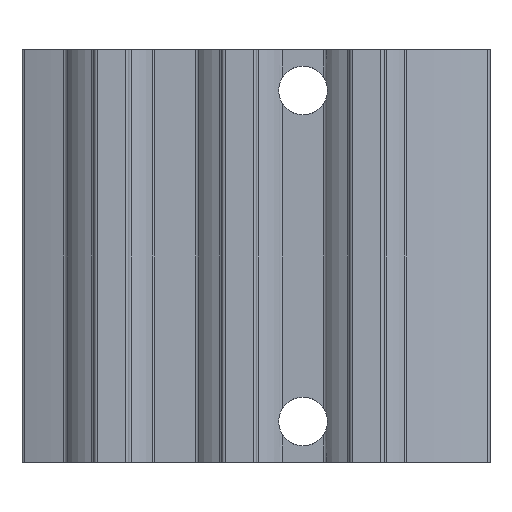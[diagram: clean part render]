
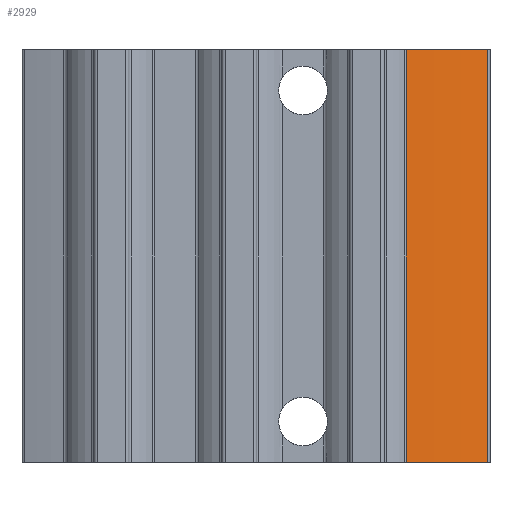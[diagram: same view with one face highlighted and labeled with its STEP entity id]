
A CAD part, front view. The second image highlights one B-rep face of the part: STEP entity #2929.
In plain terms, the highlighted cylindrical face has radius 60 mm (diameter 120 mm), a partial arc.
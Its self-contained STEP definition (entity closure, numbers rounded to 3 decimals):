
#153=CIRCLE('',#3137,60.);
#154=CIRCLE('',#3138,60.);
#374=ORIENTED_EDGE('',*,*,#1198,.F.);
#375=ORIENTED_EDGE('',*,*,#1197,.F.);
#376=ORIENTED_EDGE('',*,*,#1199,.T.);
#377=ORIENTED_EDGE('',*,*,#1200,.T.);
#1197=EDGE_CURVE('',#1603,#1602,#1874,.T.);
#1198=EDGE_CURVE('',#1602,#1604,#153,.T.);
#1199=EDGE_CURVE('',#1603,#1605,#154,.T.);
#1200=EDGE_CURVE('',#1605,#1604,#1875,.T.);
#1602=VERTEX_POINT('',#4574);
#1603=VERTEX_POINT('',#4576);
#1604=VERTEX_POINT('',#4580);
#1605=VERTEX_POINT('',#4582);
#1874=LINE('',#4577,#2126);
#1875=LINE('',#4583,#2127);
#2126=VECTOR('',#3511,1000.);
#2127=VECTOR('',#3518,1000.);
#2383=EDGE_LOOP('',(#374,#375,#376,#377));
#2621=FACE_BOUND('',#2383,.T.);
#2855=CYLINDRICAL_SURFACE('',#3136,60.);
#2929=ADVANCED_FACE('',(#2621),#2855,.T.);
#3136=AXIS2_PLACEMENT_3D('',#4578,#3512,#3513);
#3137=AXIS2_PLACEMENT_3D('',#4579,#3514,#3515);
#3138=AXIS2_PLACEMENT_3D('',#4581,#3516,#3517);
#3511=DIRECTION('',(0.,0.,1.));
#3512=DIRECTION('',(0.,0.,1.));
#3513=DIRECTION('',(1.,0.,0.));
#3514=DIRECTION('',(0.,0.,1.));
#3515=DIRECTION('',(1.,0.,0.));
#3516=DIRECTION('',(0.,0.,1.));
#3517=DIRECTION('',(1.,0.,0.));
#3518=DIRECTION('',(0.,0.,1.));
#4574=CARTESIAN_POINT('',(-21.382,4.442,0.));
#4576=CARTESIAN_POINT('',(-21.382,4.442,-35.5));
#4577=CARTESIAN_POINT('',(-21.382,4.442,-35.5));
#4578=CARTESIAN_POINT('',(-1.466,61.039,-35.5));
#4579=CARTESIAN_POINT('',(-1.466,61.039,0.));
#4580=CARTESIAN_POINT('',(-14.403,2.451,0.));
#4581=CARTESIAN_POINT('',(-1.466,61.039,-35.5));
#4582=CARTESIAN_POINT('',(-14.403,2.451,-35.5));
#4583=CARTESIAN_POINT('',(-14.403,2.451,-35.5));
